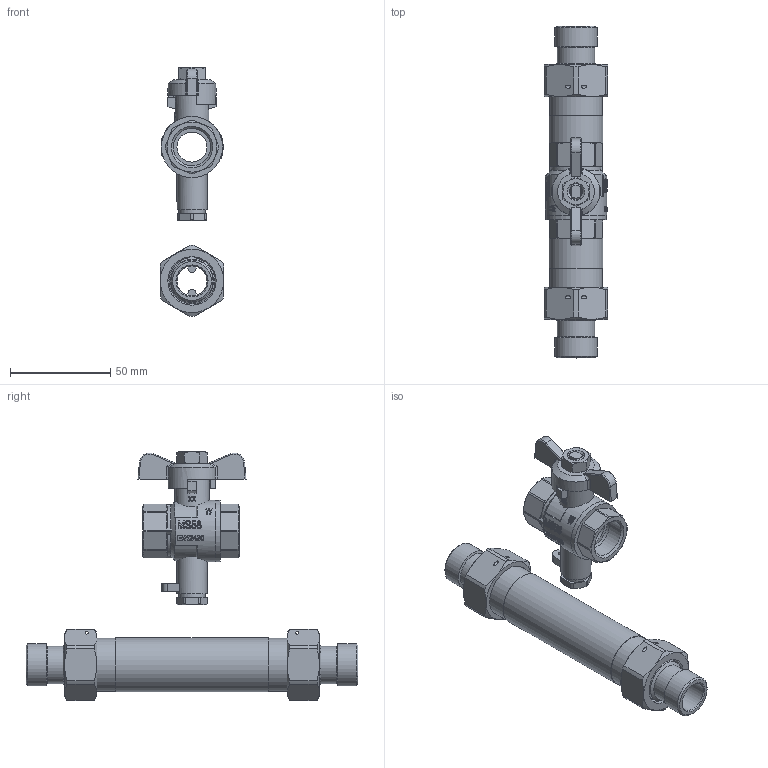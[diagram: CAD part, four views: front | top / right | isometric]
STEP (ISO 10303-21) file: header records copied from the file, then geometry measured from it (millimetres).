
FILE_DESCRIPTION(/* description */ ('Unknown'),/* implementation_level */ '2;1');
FILE_NAME(/* name */ '80180004',/* time_stamp */ '2023-07-12T13:15:25+02:00',/* author */ ('Unknown'),/* organization */ ('Unknown'),/* preprocessor_version */ 'ST-DEVELOPER v18.102',/* originating_system */ 'Solid Edge',/* authorisation */ 'Unknown');
FILE_SCHEMA (('TECHNICAL_DATA_PACKAGING','AUTOMOTIVE_DESIGN {1 0 10303 214 3 1 1}'));
Length unit declared in the file: millimetre
Products named in the file (18): 80180004; 98708712-3_4x110; 724-45; Dichtung; _berwurfmutter; St_tze; Speerring; 712-04_oa_0; Spindel-co_oa_1; Mutter-Fl-G; Spindel; Stopfbuchse; Fl_gelgriff; Kvrper-co_oa_2; Einschraubteil; Kvrper; Schtaube
Assembly tree (18 placements, depth 4):
  80180004
    98708712-3_4x110
    724-45  x2
      Dichtung
      _berwurfmutter
      St_tze
      Speerring
    712-04_oa_0
      Spindel-co_oa_1
        Mutter-Fl-G
        Spindel
        Stopfbuchse
        Fl_gelgriff
      Kvrper-co_oa_2
        Einschraubteil
        Kvrper
        Dichtung
        Schtaube
Bounding box: 31.7 x 165.6 x 124.25 mm (x, y, z)
Volume: 78216.6 mm3; surface area: 52547.9 mm2
Topology: 17 solids, 17 shells, 1217 faces, 3333 edges, 2204 vertices
Faces by surface type: plane 951, cylinder 170, cone 84, torus 6, bspline 4, sphere 2
Full cylindrical faces by diameter (mm): 1.5 x3, 5 x1, 5.9 x1, 6.7 x1, 6.75 x1, 8.92 x1, 9 x3, 9.1 x1, 10 x2, 10.5 x1, 10.8 x1, 12 x1, 12.5 x1, 13 x1, 14 x1, 15 x5, 17 x3, 18.5 x1, 18.6 x2, 18.631 x4, 18.9 x1, 20.955 x2, 21 x2, 21.6 x2, 24 x4, 24.1 x2, 24.117 x2, 24.8 x1, 25.5 x1, 26.441 x2
Entity records: 46955 total; most frequent: CARTESIAN_POINT 8954, DIRECTION 7040, ORIENTED_EDGE 6204, EDGE_CURVE 3102, AXIS2_PLACEMENT_3D 2897, VERTEX_POINT 2102, FACE_BOUND 1344, EDGE_LOOP 1343
